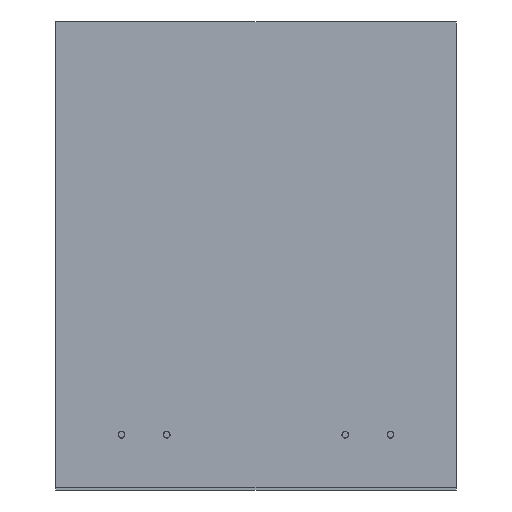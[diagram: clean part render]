
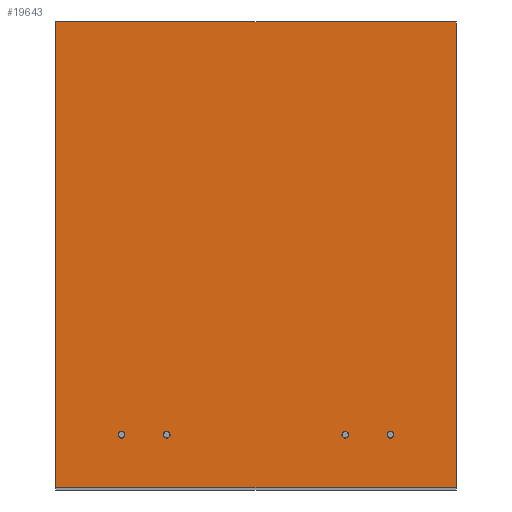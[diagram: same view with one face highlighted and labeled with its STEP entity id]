
A CAD part, front view. The second image highlights one B-rep face of the part: STEP entity #19643.
In plain terms, the highlighted planar face has unit normal (0, -1, 0).
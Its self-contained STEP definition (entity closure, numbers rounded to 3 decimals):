
#1076=LINE('',#35982,#2586);
#1077=LINE('',#35984,#2587);
#1078=LINE('',#35986,#2588);
#1079=LINE('',#35987,#2589);
#2586=VECTOR('',#25720,10.);
#2587=VECTOR('',#25721,10.);
#2588=VECTOR('',#25722,10.);
#2589=VECTOR('',#25723,10.);
#3570=FACE_BOUND('',#6730,.T.);
#3571=FACE_BOUND('',#6731,.T.);
#3572=FACE_BOUND('',#6732,.T.);
#3573=FACE_BOUND('',#6733,.T.);
#4010=PLANE('',#21532);
#5366=FACE_OUTER_BOUND('',#6729,.T.);
#6729=EDGE_LOOP('',(#16246,#16247,#16248,#16249));
#6730=EDGE_LOOP('',(#16250));
#6731=EDGE_LOOP('',(#16251));
#6732=EDGE_LOOP('',(#16252));
#6733=EDGE_LOOP('',(#16253));
#8016=CIRCLE('',#21533,3.);
#8017=CIRCLE('',#21534,3.);
#8018=CIRCLE('',#21535,3.);
#8019=CIRCLE('',#21536,3.);
#9601=VERTEX_POINT('',#35980);
#9602=VERTEX_POINT('',#35981);
#9603=VERTEX_POINT('',#35983);
#9604=VERTEX_POINT('',#35985);
#9605=VERTEX_POINT('',#35988);
#9606=VERTEX_POINT('',#35990);
#9607=VERTEX_POINT('',#35992);
#9608=VERTEX_POINT('',#35994);
#11957=EDGE_CURVE('',#9601,#9602,#1076,.T.);
#11958=EDGE_CURVE('',#9602,#9603,#1077,.T.);
#11959=EDGE_CURVE('',#9604,#9603,#1078,.T.);
#11960=EDGE_CURVE('',#9601,#9604,#1079,.F.);
#11961=EDGE_CURVE('',#9605,#9605,#8016,.T.);
#11962=EDGE_CURVE('',#9606,#9606,#8017,.T.);
#11963=EDGE_CURVE('',#9607,#9607,#8018,.T.);
#11964=EDGE_CURVE('',#9608,#9608,#8019,.T.);
#16246=ORIENTED_EDGE('',*,*,#11957,.T.);
#16247=ORIENTED_EDGE('',*,*,#11958,.T.);
#16248=ORIENTED_EDGE('',*,*,#11959,.F.);
#16249=ORIENTED_EDGE('',*,*,#11960,.F.);
#16250=ORIENTED_EDGE('',*,*,#11961,.T.);
#16251=ORIENTED_EDGE('',*,*,#11962,.T.);
#16252=ORIENTED_EDGE('',*,*,#11963,.T.);
#16253=ORIENTED_EDGE('',*,*,#11964,.T.);
#19643=ADVANCED_FACE('',(#5366,#3570,#3571,#3572,#3573),#4010,.F.);
#21532=AXIS2_PLACEMENT_3D('',#35979,#25718,#25719);
#21533=AXIS2_PLACEMENT_3D('',#35989,#25724,#25725);
#21534=AXIS2_PLACEMENT_3D('',#35991,#25726,#25727);
#21535=AXIS2_PLACEMENT_3D('',#35993,#25728,#25729);
#21536=AXIS2_PLACEMENT_3D('',#35995,#25730,#25731);
#25718=DIRECTION('center_axis',(0.,1.,0.));
#25719=DIRECTION('ref_axis',(1.,0.,0.));
#25720=DIRECTION('',(0.,0.,1.));
#25721=DIRECTION('',(-1.,0.,0.));
#25722=DIRECTION('',(0.,0.,1.));
#25723=DIRECTION('',(1.,0.,0.));
#25724=DIRECTION('center_axis',(0.,1.,0.));
#25725=DIRECTION('ref_axis',(-1.,0.,0.));
#25726=DIRECTION('center_axis',(0.,1.,0.));
#25727=DIRECTION('ref_axis',(-1.,0.,0.));
#25728=DIRECTION('center_axis',(0.,1.,0.));
#25729=DIRECTION('ref_axis',(-1.,0.,0.));
#25730=DIRECTION('center_axis',(0.,1.,0.));
#25731=DIRECTION('ref_axis',(-1.,0.,0.));
#35979=CARTESIAN_POINT('Origin',(0.,-245.,105.));
#35980=CARTESIAN_POINT('',(177.,-245.,-100.));
#35981=CARTESIAN_POINT('',(177.,-245.,312.));
#35982=CARTESIAN_POINT('',(177.,-245.,310.));
#35983=CARTESIAN_POINT('',(-177.,-245.,312.));
#35984=CARTESIAN_POINT('',(177.,-245.,312.));
#35985=CARTESIAN_POINT('',(-177.,-245.,-100.));
#35986=CARTESIAN_POINT('',(-177.,-245.,-102.));
#35987=CARTESIAN_POINT('',(88.5,-245.,-100.));
#35988=CARTESIAN_POINT('',(-76.,-245.,-53.065));
#35989=CARTESIAN_POINT('Origin',(-79.,-245.,-53.065));
#35990=CARTESIAN_POINT('',(-116.,-245.,-53.065));
#35991=CARTESIAN_POINT('Origin',(-119.,-245.,-53.065));
#35992=CARTESIAN_POINT('',(82.,-245.,-53.065));
#35993=CARTESIAN_POINT('Origin',(79.,-245.,-53.065));
#35994=CARTESIAN_POINT('',(122.,-245.,-53.065));
#35995=CARTESIAN_POINT('Origin',(119.,-245.,-53.065));
